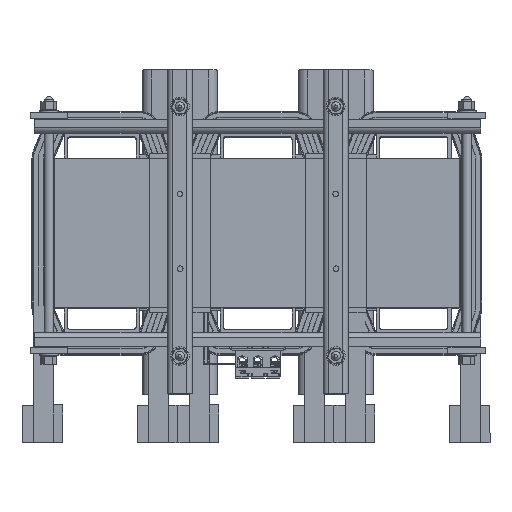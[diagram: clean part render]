
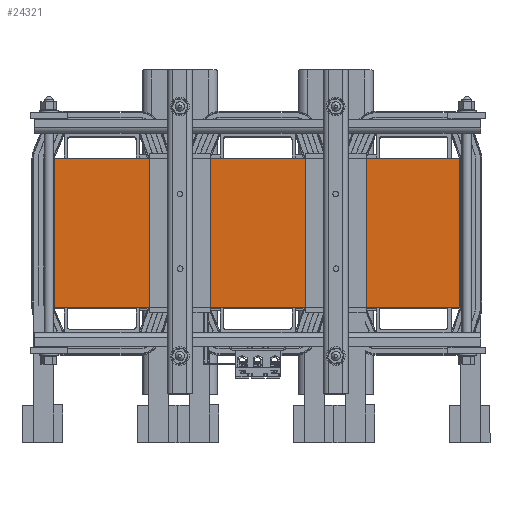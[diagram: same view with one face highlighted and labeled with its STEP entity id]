
A CAD part, top view. The second image highlights one B-rep face of the part: STEP entity #24321.
In plain terms, the highlighted face is planar.
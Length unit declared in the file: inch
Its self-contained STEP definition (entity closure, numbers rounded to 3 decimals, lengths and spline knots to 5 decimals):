
#2496=FACE_OUTER_BOUND('',#3834,.T.);
#3834=EDGE_LOOP('',(#17581,#17582,#17583,#17584));
#5640=LINE('',#35859,#8108);
#5641=LINE('',#35861,#8109);
#5642=LINE('',#35863,#8110);
#5643=LINE('',#35864,#8111);
#8108=VECTOR('',#29460,0.3937);
#8109=VECTOR('',#29461,0.3937);
#8110=VECTOR('',#29462,0.3937);
#8111=VECTOR('',#29463,0.3937);
#10490=VERTEX_POINT('',#35857);
#10491=VERTEX_POINT('',#35858);
#10492=VERTEX_POINT('',#35860);
#10493=VERTEX_POINT('',#35862);
#13142=EDGE_CURVE('',#10490,#10491,#5640,.T.);
#13143=EDGE_CURVE('',#10492,#10490,#5641,.T.);
#13144=EDGE_CURVE('',#10493,#10492,#5642,.T.);
#13145=EDGE_CURVE('',#10491,#10493,#5643,.T.);
#17581=ORIENTED_EDGE('',*,*,#13142,.F.);
#17582=ORIENTED_EDGE('',*,*,#13143,.F.);
#17583=ORIENTED_EDGE('',*,*,#13144,.F.);
#17584=ORIENTED_EDGE('',*,*,#13145,.F.);
#23322=PLANE('',#26417);
#24321=ADVANCED_FACE('',(#2496),#23322,.F.);
#26417=AXIS2_PLACEMENT_3D('',#35856,#29458,#29459);
#29458=DIRECTION('center_axis',(0.,0.,1.));
#29459=DIRECTION('ref_axis',(1.,0.,0.));
#29460=DIRECTION('',(0.,1.,0.));
#29461=DIRECTION('',(1.,0.,0.));
#29462=DIRECTION('',(0.,-1.,0.));
#29463=DIRECTION('',(-1.,0.,0.));
#35856=CARTESIAN_POINT('Origin',(6.40256,-2.05793,-1.875));
#35857=CARTESIAN_POINT('',(14.52756,-5.05793,-1.875));
#35858=CARTESIAN_POINT('',(14.52756,0.94207,-1.875));
#35859=CARTESIAN_POINT('',(14.52756,0.94207,-1.875));
#35860=CARTESIAN_POINT('',(-1.72244,-5.05793,-1.875));
#35861=CARTESIAN_POINT('',(14.52756,-5.05793,-1.875));
#35862=CARTESIAN_POINT('',(-1.72244,0.94207,-1.875));
#35863=CARTESIAN_POINT('',(-1.72244,-5.05793,-1.875));
#35864=CARTESIAN_POINT('',(-1.72244,0.94207,-1.875));
